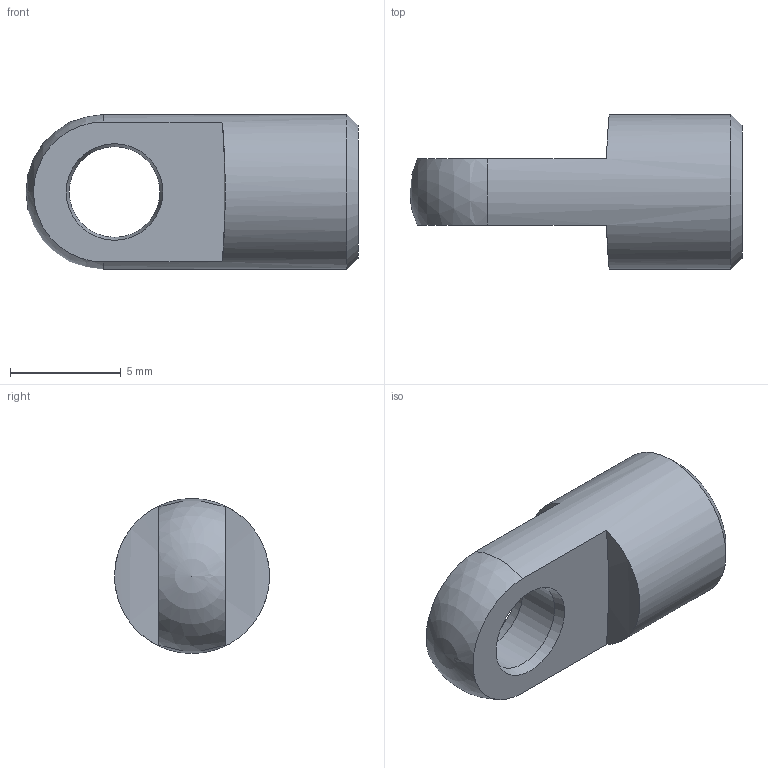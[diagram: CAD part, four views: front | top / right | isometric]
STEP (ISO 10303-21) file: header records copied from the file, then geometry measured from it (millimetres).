
FILE_DESCRIPTION((''),'2;1');
FILE_NAME('0308-XX1QXXUXXM3.stp','2012-07-16T09:20:12',('CADNEU'),(''),'Autodesk Inventor 2012','Autodesk Inventor 2012','');
FILE_SCHEMA(('AUTOMOTIVE_DESIGN { 1 0 10303 214 1 1 1 1 }'));
Length unit declared in the file: millimetre
Products named in the file (1): XX1QXXUXXM3
Bounding box: 15 x 7 x 7 mm (x, y, z)
Volume: 327.8 mm3; surface area: 400.3 mm2
Topology: 1 solids, 1 shells, 15 faces, 37 edges, 24 vertices
Faces by surface type: cylinder 6, cone 4, plane 4, sphere 1
Full cylindrical faces by diameter (mm): 2.459 x1, 3.2 x1, 4.1 x1, 7 x1
Entity records: 404 total; most frequent: CARTESIAN_POINT 82, DIRECTION 68, ORIENTED_EDGE 44, AXIS2_PLACEMENT_3D 32, EDGE_LOOP 26, EDGE_CURVE 22, VERTEX_POINT 18, CIRCLE 16
